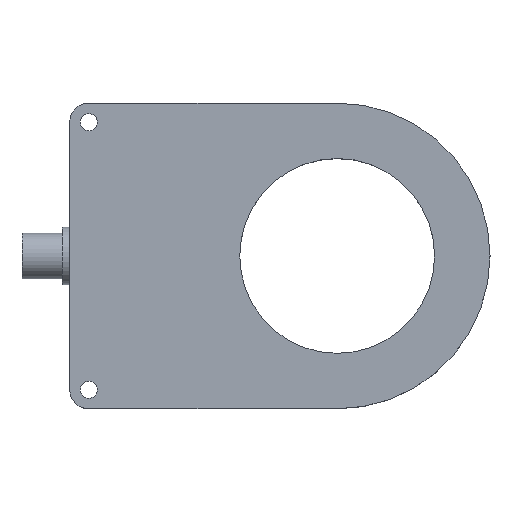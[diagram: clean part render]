
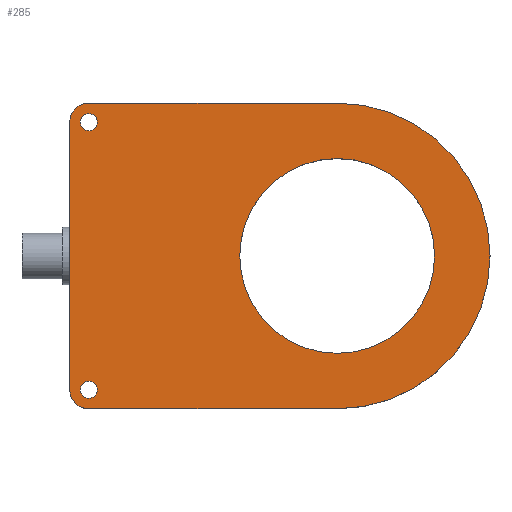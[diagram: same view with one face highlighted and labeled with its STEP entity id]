
A CAD part, top view. The second image highlights one B-rep face of the part: STEP entity #285.
In plain terms, the highlighted planar face has unit normal (0, 0, 1).
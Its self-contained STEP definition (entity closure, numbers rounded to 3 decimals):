
#88=CARTESIAN_POINT('',(5.,0.,20.0));
#89=VERTEX_POINT('',#88);
#90=CARTESIAN_POINT('',(0.,5.0,20.0));
#91=VERTEX_POINT('',#90);
#92=CARTESIAN_POINT('',(5.,5.0,20.0));
#93=DIRECTION('',(0.0,0.0,-1.));
#94=DIRECTION('',(-0.707,-0.707,0.0));
#95=AXIS2_PLACEMENT_3D('',#92,#93,#94);
#96=CIRCLE('',#95,5.0);
#97=EDGE_CURVE('',#89,#91,#96,.T.);
#131=CARTESIAN_POINT('',(0.,75.0,20.0));
#132=VERTEX_POINT('',#131);
#133=CARTESIAN_POINT('',(0.,5.0,20.0));
#134=DIRECTION('',(0.0,1.0,0.0));
#135=VECTOR('',#134,70.0);
#136=LINE('',#133,#135);
#137=EDGE_CURVE('',#91,#132,#136,.T.);
#211=CARTESIAN_POINT('',(55.0,40.0,20.0));
#212=DIRECTION('',(0.0,0.0,1.0));
#213=DIRECTION('',(1.0,0.0,0.0));
#214=AXIS2_PLACEMENT_3D('',#211,#212,#213);
#215=PLANE('',#214);
#216=ORIENTED_EDGE('',*,*,#97,.F.);
#217=CARTESIAN_POINT('',(70.,0.,20.0));
#218=VERTEX_POINT('',#217);
#219=CARTESIAN_POINT('',(70.,0.,20.0));
#220=DIRECTION('',(-1.0,0.0,0.0));
#221=VECTOR('',#220,65.);
#222=LINE('',#219,#221);
#223=EDGE_CURVE('',#218,#89,#222,.T.);
#224=ORIENTED_EDGE('',*,*,#223,.F.);
#225=CARTESIAN_POINT('',(70.,80.,20.0));
#226=VERTEX_POINT('',#225);
#227=CARTESIAN_POINT('',(70.,40.0,20.0));
#228=DIRECTION('',(0.0,0.0,-1.0));
#229=DIRECTION('',(0.707,-0.707,0.0));
#230=AXIS2_PLACEMENT_3D('',#227,#228,#229);
#231=CIRCLE('',#230,40.0);
#232=EDGE_CURVE('',#226,#218,#231,.T.);
#233=ORIENTED_EDGE('',*,*,#232,.F.);
#234=CARTESIAN_POINT('',(5.,80.0,20.0));
#235=VERTEX_POINT('',#234);
#236=CARTESIAN_POINT('',(5.,80.0,20.0));
#237=DIRECTION('',(1.0,0.0,0.0));
#238=VECTOR('',#237,65.);
#239=LINE('',#236,#238);
#240=EDGE_CURVE('',#235,#226,#239,.T.);
#241=ORIENTED_EDGE('',*,*,#240,.F.);
#242=CARTESIAN_POINT('',(5.,75.0,20.0));
#243=DIRECTION('',(0.0,0.0,-1.));
#244=DIRECTION('',(-0.707,0.707,0.0));
#245=AXIS2_PLACEMENT_3D('',#242,#243,#244);
#246=CIRCLE('',#245,5.);
#247=EDGE_CURVE('',#132,#235,#246,.T.);
#248=ORIENTED_EDGE('',*,*,#247,.F.);
#249=ORIENTED_EDGE('',*,*,#137,.F.);
#250=EDGE_LOOP('',(#216,#224,#233,#241,#248,#249));
#251=FACE_OUTER_BOUND('',#250,.T.);
#252=CARTESIAN_POINT('',(7.25,75.0,20.0));
#253=VERTEX_POINT('',#252);
#254=CARTESIAN_POINT('',(5.,75.0,20.0));
#255=DIRECTION('',(0.0,0.0,-1.0));
#256=DIRECTION('',(-1.0,0.0,0.0));
#257=AXIS2_PLACEMENT_3D('',#254,#255,#256);
#258=CIRCLE('',#257,2.25);
#259=EDGE_CURVE('',#253,#253,#258,.T.);
#260=ORIENTED_EDGE('',*,*,#259,.T.);
#261=EDGE_LOOP('',(#260));
#262=FACE_BOUND('',#261,.T.);
#263=CARTESIAN_POINT('',(7.25,5.0,20.0));
#264=VERTEX_POINT('',#263);
#265=CARTESIAN_POINT('',(5.,5.0,20.0));
#266=DIRECTION('',(0.0,0.0,-1.0));
#267=DIRECTION('',(-1.0,0.0,0.0));
#268=AXIS2_PLACEMENT_3D('',#265,#266,#267);
#269=CIRCLE('',#268,2.25);
#270=EDGE_CURVE('',#264,#264,#269,.T.);
#271=ORIENTED_EDGE('',*,*,#270,.T.);
#272=EDGE_LOOP('',(#271));
#273=FACE_BOUND('',#272,.T.);
#274=CARTESIAN_POINT('',(95.5,40.0,20.0));
#275=VERTEX_POINT('',#274);
#276=CARTESIAN_POINT('',(70.,40.0,20.0));
#277=DIRECTION('',(0.0,0.0,-1.0));
#278=DIRECTION('',(-1.0,0.0,0.0));
#279=AXIS2_PLACEMENT_3D('',#276,#277,#278);
#280=CIRCLE('',#279,25.5);
#281=EDGE_CURVE('',#275,#275,#280,.T.);
#282=ORIENTED_EDGE('',*,*,#281,.T.);
#283=EDGE_LOOP('',(#282));
#284=FACE_BOUND('',#283,.T.);
#285=ADVANCED_FACE('',(#251,#262,#273,#284),#215,.T.);
